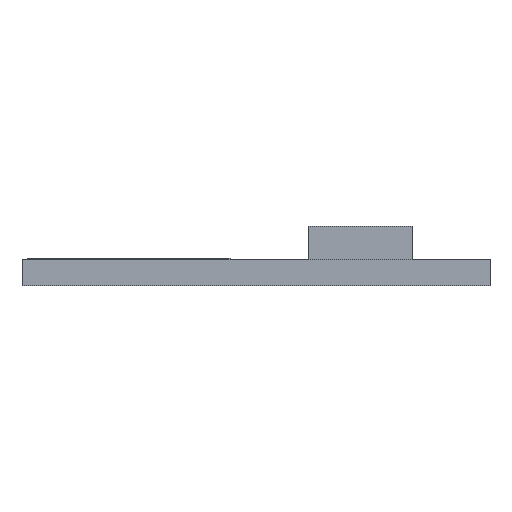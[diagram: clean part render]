
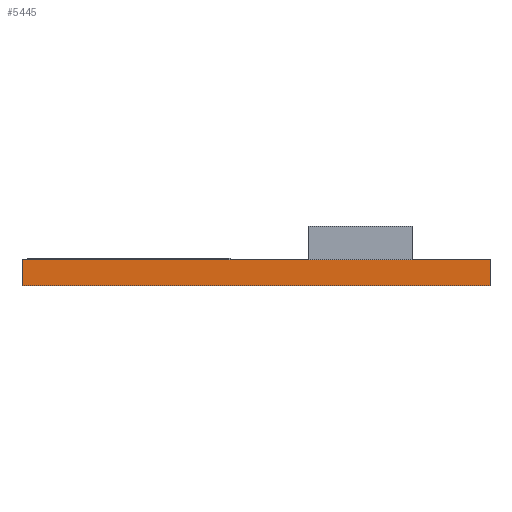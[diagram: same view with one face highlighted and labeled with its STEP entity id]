
A CAD part, left-side view. The second image highlights one B-rep face of the part: STEP entity #5445.
In plain terms, the highlighted planar face has unit normal (-1, 0, 0).
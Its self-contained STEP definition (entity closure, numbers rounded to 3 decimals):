
#13 = VERTEX_POINT ( 'NONE', #4416 ) ;
#156 = EDGE_CURVE ( 'NONE', #794, #13, #4116, .T. ) ;
#324 = VECTOR ( 'NONE', #4167, 1000. ) ;
#673 = ORIENTED_EDGE ( 'NONE', *, *, #4996, .T. ) ;
#732 = ORIENTED_EDGE ( 'NONE', *, *, #5514, .F. ) ;
#739 = CARTESIAN_POINT ( 'NONE',  ( -6., 0., 1. ) ) ;
#794 = VERTEX_POINT ( 'NONE', #2671 ) ;
#843 = VECTOR ( 'NONE', #1182, 1000. ) ;
#897 = DIRECTION ( 'NONE',  ( -1., 0., 0. ) ) ;
#918 = VECTOR ( 'NONE', #1896, 1000. ) ;
#985 = ORIENTED_EDGE ( 'NONE', *, *, #1795, .F. ) ;
#1027 = VECTOR ( 'NONE', #2531, 1000. ) ;
#1182 = DIRECTION ( 'NONE',  ( 0., 1., 0. ) ) ;
#1678 = LINE ( 'NONE', #4984, #1027 ) ;
#1795 = EDGE_CURVE ( 'NONE', #13, #5225, #4516, .T. ) ;
#1874 = VERTEX_POINT ( 'NONE', #4667 ) ;
#1896 = DIRECTION ( 'NONE',  ( 0., 0., 1. ) ) ;
#2531 = DIRECTION ( 'NONE',  ( 0., 0., 1. ) ) ;
#2538 = AXIS2_PLACEMENT_3D ( 'NONE', #2983, #897, #4204 ) ;
#2671 = CARTESIAN_POINT ( 'NONE',  ( -6., 18., 0. ) ) ;
#2872 = EDGE_LOOP ( 'NONE', ( #732, #673, #985, #2881 ) ) ;
#2881 = ORIENTED_EDGE ( 'NONE', *, *, #156, .F. ) ;
#2940 = CARTESIAN_POINT ( 'NONE',  ( -6., 0., 1. ) ) ;
#2983 = CARTESIAN_POINT ( 'NONE',  ( -6., 18., 0. ) ) ;
#3194 = CARTESIAN_POINT ( 'NONE',  ( -6., 18., 0. ) ) ;
#4116 = LINE ( 'NONE', #3194, #918 ) ;
#4167 = DIRECTION ( 'NONE',  ( 0., -1., 0. ) ) ;
#4204 = DIRECTION ( 'NONE',  ( 0., 1., 0. ) ) ;
#4234 = PLANE ( 'NONE',  #2538 ) ;
#4416 = CARTESIAN_POINT ( 'NONE',  ( -6., 18., 1. ) ) ;
#4516 = LINE ( 'NONE', #739, #324 ) ;
#4667 = CARTESIAN_POINT ( 'NONE',  ( -6., 0., 0. ) ) ;
#4937 = CARTESIAN_POINT ( 'NONE',  ( -6., 0., 0. ) ) ;
#4984 = CARTESIAN_POINT ( 'NONE',  ( -6., 0., 0. ) ) ;
#4996 = EDGE_CURVE ( 'NONE', #1874, #5225, #1678, .T. ) ;
#5002 = LINE ( 'NONE', #4937, #843 ) ;
#5225 = VERTEX_POINT ( 'NONE', #2940 ) ;
#5445 = ADVANCED_FACE ( 'NONE', ( #5493 ), #4234, .T. ) ;
#5493 = FACE_OUTER_BOUND ( 'NONE', #2872, .T. ) ;
#5514 = EDGE_CURVE ( 'NONE', #1874, #794, #5002, .T. ) ;
